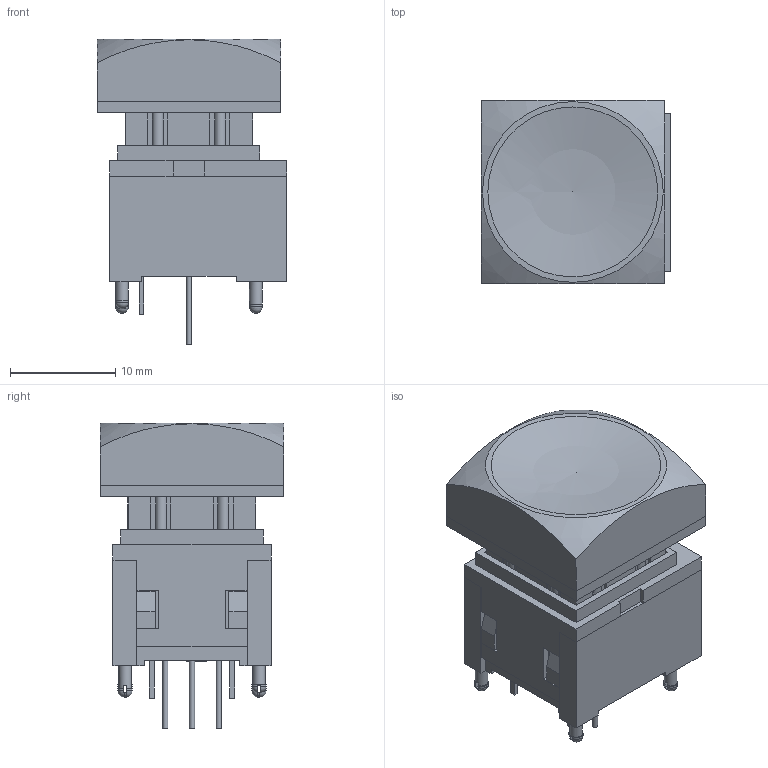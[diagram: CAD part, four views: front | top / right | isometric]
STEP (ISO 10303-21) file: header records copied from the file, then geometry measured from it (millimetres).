
FILE_DESCRIPTION(/* description */ ('','CAx-IF Rec.Pracs.---Representation and Presentation of Product Manufacturing Information (PMI)---4.0---2014-10-13'),/* implementation_level */ '2;1');
FILE_NAME(/* name */ 'LP11EE1NCSxx.stp',/* time_stamp */ '2019-01-09T09:20:29-06:00',/* author */ ('mroman'),/* organization */ (''),/* preprocessor_version */ 'ST-DEVELOPER v17',/* originating_system */ 'Autodesk Inventor 2018',/* authorisation */ '');
FILE_SCHEMA (('AP242_MANAGED_MODEL_BASED_3D_ENGINEERING_MIM_LF { 1 0 10303 442 1 1 4 }'));
Length unit declared in the file: millimetre
Products named in the file (1): LP11EE1NCSxx
Bounding box: 18 x 17.4 x 29 mm (x, y, z)
Volume: 3627.4 mm3; surface area: 4986.6 mm2
Topology: 2 solids, 3 shells, 327 faces, 926 edges, 605 vertices
Faces by surface type: plane 284, cylinder 33, sphere 10
Full cylindrical faces by diameter (mm): 0.5 x3, 1.2 x4
Entity records: 10610 total; most frequent: CARTESIAN_POINT 1879, ORIENTED_EDGE 1842, DIRECTION 1737, EDGE_CURVE 921, LINE 795, VECTOR 795, VERTEX_POINT 605, AXIS2_PLACEMENT_3D 475
